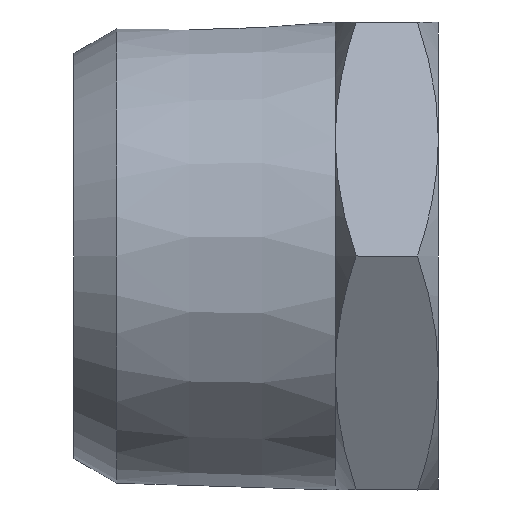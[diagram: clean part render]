
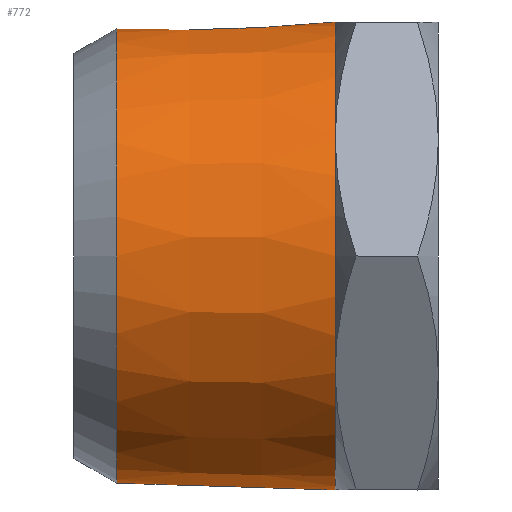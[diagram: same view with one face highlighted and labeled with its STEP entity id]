
A CAD part, left-side view. The second image highlights one B-rep face of the part: STEP entity #772.
In plain terms, the highlighted conical face has half-angle 1.79 degrees and reference radius 16.5 mm.
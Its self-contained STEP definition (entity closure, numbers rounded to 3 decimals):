
#26 = EDGE_LOOP ( 'NONE', ( #214 ) ) ;
#77 = FACE_BOUND ( 'NONE', #26, .T. ) ;
#80 = VERTEX_POINT ( 'NONE', #427 ) ;
#81 = CONICAL_SURFACE ( 'NONE', #270, 16.5, 0.031 ) ;
#85 = VERTEX_POINT ( 'NONE', #426 ) ;
#94 = FACE_OUTER_BOUND ( 'NONE', #197, .T. ) ;
#107 = ORIENTED_EDGE ( 'NONE', *, *, #341, .F. ) ;
#158 = CIRCLE ( 'NONE', #316, 16.5 ) ;
#197 = EDGE_LOOP ( 'NONE', ( #107 ) ) ;
#214 = ORIENTED_EDGE ( 'NONE', *, *, #329, .T. ) ;
#220 = CIRCLE ( 'NONE', #314, 16.996 ) ;
#270 = AXIS2_PLACEMENT_3D ( 'NONE', #441, #440, #442 ) ;
#314 = AXIS2_PLACEMENT_3D ( 'NONE', #655, #654, #653 ) ;
#316 = AXIS2_PLACEMENT_3D ( 'NONE', #390, #389, #388 ) ;
#329 = EDGE_CURVE ( 'NONE', #80, #80, #158, .T. ) ;
#341 = EDGE_CURVE ( 'NONE', #85, #85, #220, .T. ) ;
#388 = DIRECTION ( 'NONE',  ( 0., 0., -1. ) ) ;
#389 = DIRECTION ( 'NONE',  ( 0., -1., 0. ) ) ;
#390 = CARTESIAN_POINT ( 'NONE',  ( 0., 23.382, 0. ) ) ;
#426 = CARTESIAN_POINT ( 'NONE',  ( 0., 7.5, -16.996 ) ) ;
#427 = CARTESIAN_POINT ( 'NONE',  ( 0., 23.382, -16.5 ) ) ;
#440 = DIRECTION ( 'NONE',  ( 0., -1., 0. ) ) ;
#441 = CARTESIAN_POINT ( 'NONE',  ( 0., 23.382, 0. ) ) ;
#442 = DIRECTION ( 'NONE',  ( 0., 0., -1. ) ) ;
#653 = DIRECTION ( 'NONE',  ( 0., 0., -1. ) ) ;
#654 = DIRECTION ( 'NONE',  ( 0., -1., 0. ) ) ;
#655 = CARTESIAN_POINT ( 'NONE',  ( 0., 7.5, 0. ) ) ;
#772 = ADVANCED_FACE ( 'NONE', ( #77, #94 ), #81, .T. ) ;
